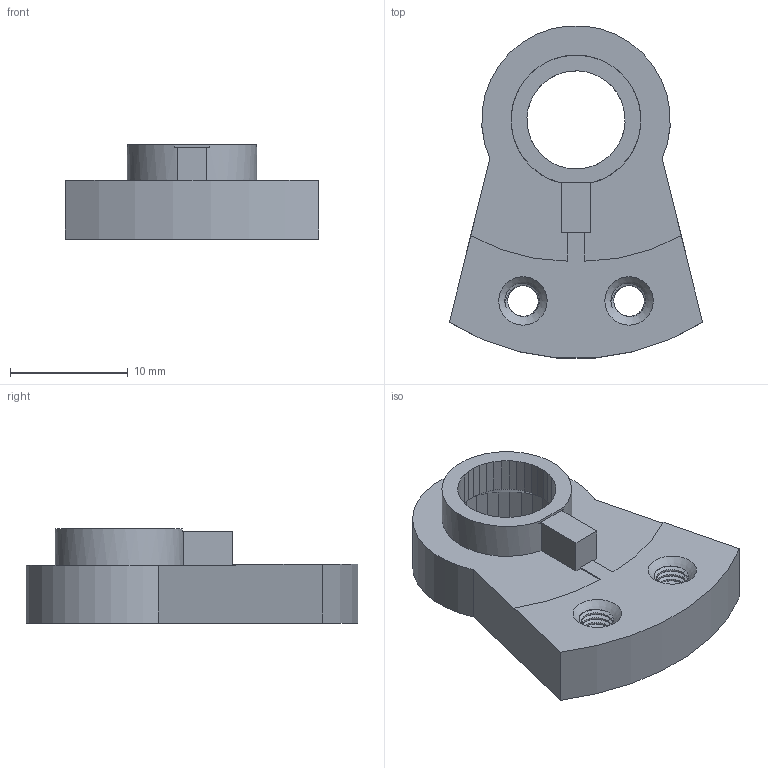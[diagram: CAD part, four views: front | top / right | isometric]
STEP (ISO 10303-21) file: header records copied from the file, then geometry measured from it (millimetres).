
FILE_DESCRIPTION(('FreeCAD Model'),'2;1');
FILE_NAME('Open CASCADE Shape Model','2023-06-08T06:54:43',(''),(''), 'Open CASCADE STEP processor 7.6','FreeCAD','Unknown');
FILE_SCHEMA(('AUTOMOTIVE_DESIGN { 1 0 10303 214 1 1 1 1 }'));
Length unit declared in the file: millimetre
Products named in the file (1): Pocket053032603
Bounding box: 21.5 x 28.16 x 8 mm (x, y, z)
Volume: 1763.8 mm3; surface area: 1652.4 mm2
Topology: 1 solids, 1 shells, 183 faces, 468 edges, 288 vertices
Faces by surface type: plane 94, bspline 60, cylinder 25, cone 4
Full cylindrical faces by diameter (mm): 2.6 x16
Entity records: 23553 total; most frequent: CARTESIAN_POINT 15244, DIRECTION 1209, ORIENTED_EDGE 936, PCURVE 936, DEFINITIONAL_REPRESENTATION 936, LINE 740, VECTOR 740, EDGE_CURVE 468
